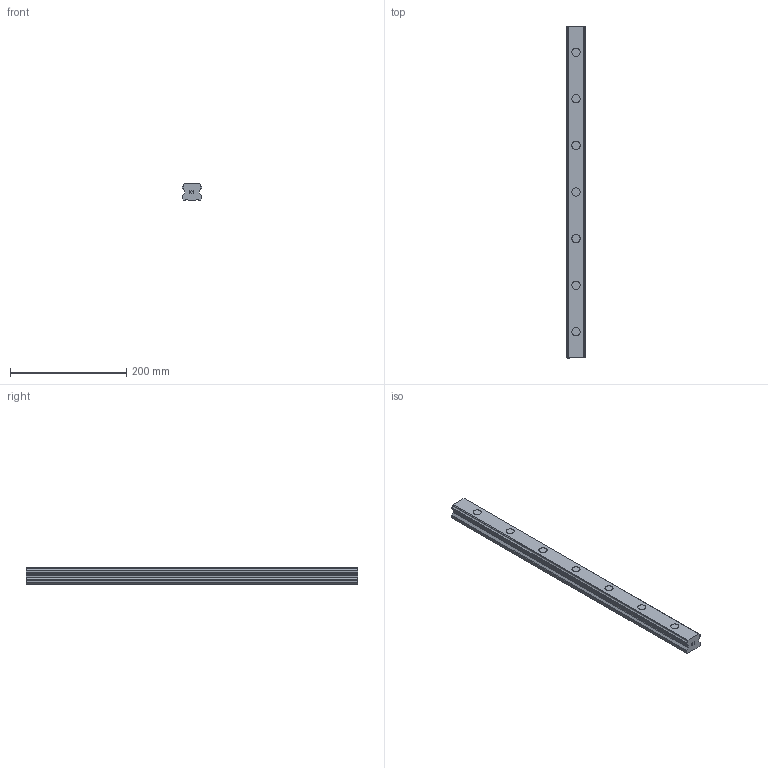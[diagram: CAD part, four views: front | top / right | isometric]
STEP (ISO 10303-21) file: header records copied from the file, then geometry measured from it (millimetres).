
FILE_DESCRIPTION(('STEP AP214'),'1');
FILE_NAME('cctmp_E23FB69E-C5E1-4454-A858-7F95CDD6ABB2_2021_02_17_12_42_09_0931..stp','2021-02-17T11:42:10',('HIWIN GmbH'),('CADClick - www.CADClick.com'),'Spatial InterOp 3D',' ','unknown authorization');
FILE_SCHEMA(('AUTOMOTIVE_DESIGN'));
Length unit declared in the file: millimetre
Products named in the file (1): EGR35R570C_FILE
Bounding box: 34 x 570 x 27.5 mm (x, y, z)
Volume: 449159.7 mm3; surface area: 81071.4 mm2
Topology: 1 solids, 1 shells, 170 faces, 429 edges, 286 vertices
Faces by surface type: plane 110, cylinder 60
Entity records: 6497 total; most frequent: DIRECTION 891, CARTESIAN_POINT 886, ORIENTED_EDGE 858, EDGE_CURVE 429, LINE 309, VECTOR 309, AXIS2_PLACEMENT_3D 291, VERTEX_POINT 286
